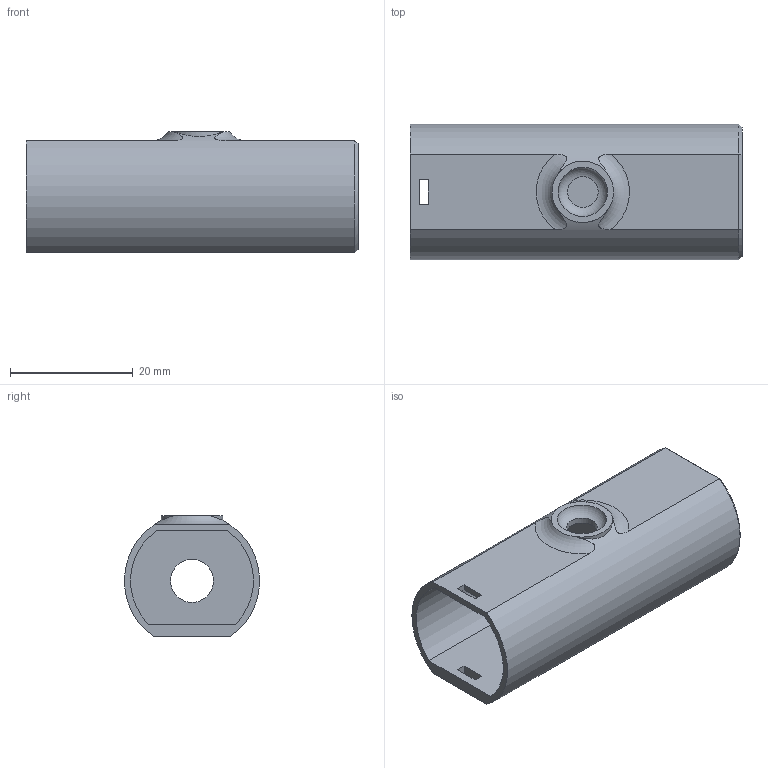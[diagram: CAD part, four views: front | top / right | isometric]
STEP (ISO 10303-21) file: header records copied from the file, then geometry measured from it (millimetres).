
FILE_DESCRIPTION(/* description */ ('KiCad electronic assembly'),/* implementation_level */ '2;1');
FILE_NAME(/* name */ 'Main_Body.step',/* time_stamp */ '2024-08-20T08:43:17-07:00',/* author */ (''),/* organization */ (''),/* preprocessor_version */ 'ST-DEVELOPER v20',/* originating_system */ 'Autodesk Translation Framework v13.14.0.145',/* authorisation */ '');
FILE_SCHEMA (('AUTOMOTIVE_DESIGN { 1 0 10303 214 3 1 1 }'));
Length unit declared in the file: millimetre
Products named in the file (1): LED flashlight 1
Bounding box: 54 x 22 x 19.66 mm (x, y, z)
Volume: 6908.1 mm3; surface area: 7020 mm2
Topology: 1 solids, 1 shells, 40 faces, 96 edges, 61 vertices
Faces by surface type: plane 25, cylinder 9, torus 3, cone 3
Full cylindrical faces by diameter (mm): 5 x1, 7 x1, 16.038 x1
Entity records: 1275 total; most frequent: CARTESIAN_POINT 301, DIRECTION 194, ORIENTED_EDGE 192, EDGE_CURVE 96, AXIS2_PLACEMENT_3D 67, VERTEX_POINT 61, LINE 60, VECTOR 60
